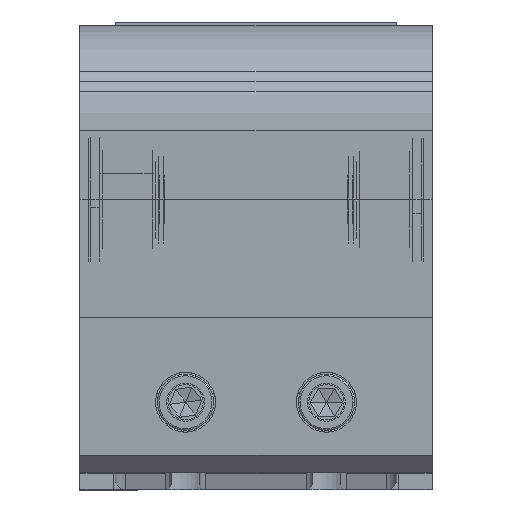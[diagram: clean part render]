
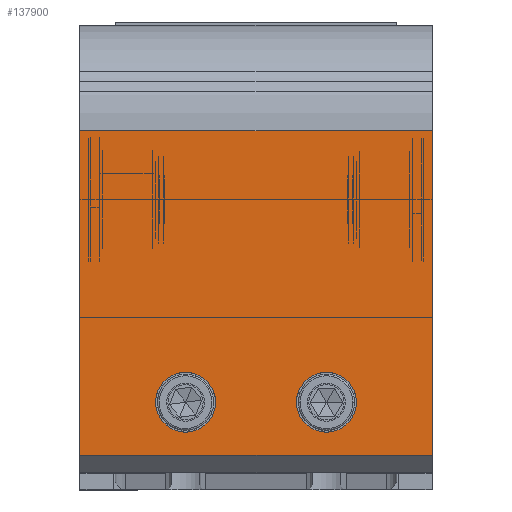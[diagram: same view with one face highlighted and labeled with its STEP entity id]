
A CAD part, top view. The second image highlights one B-rep face of the part: STEP entity #137900.
In plain terms, the highlighted planar face has unit normal (0, 0, 1).
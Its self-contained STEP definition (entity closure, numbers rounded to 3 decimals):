
#1825 = EDGE_CURVE ( 'NONE', #57028, #184294, #82019, .T. ) ;
#2480 = EDGE_CURVE ( 'NONE', #139853, #222073, #100772, .T. ) ;
#8307 = CARTESIAN_POINT ( 'NONE',  ( 180.158, 218.108, 657.202 ) ) ;
#10884 = ORIENTED_EDGE ( 'NONE', *, *, #2480, .F. ) ;
#11115 = ORIENTED_EDGE ( 'NONE', *, *, #104157, .F. ) ;
#11368 = DIRECTION ( 'NONE',  ( 0., 0., 1. ) ) ;
#19303 = DIRECTION ( 'NONE',  ( 0., 0., -1. ) ) ;
#20982 = CARTESIAN_POINT ( 'NONE',  ( 201.658, 203.108, 657.202 ) ) ;
#23560 = EDGE_LOOP ( 'NONE', ( #195464, #151865 ) ) ;
#24615 = DIRECTION ( 'NONE',  ( 0., 1., 0. ) ) ;
#43076 = DIRECTION ( 'NONE',  ( 1., 0., 0. ) ) ;
#43094 = AXIS2_PLACEMENT_3D ( 'NONE', #43549, #145532, #228239 ) ;
#43549 = CARTESIAN_POINT ( 'NONE',  ( 131.658, 218.108, 657.202 ) ) ;
#44777 = LINE ( 'NONE', #248516, #69652 ) ;
#47443 = EDGE_LOOP ( 'NONE', ( #171061, #11115 ) ) ;
#53034 = CARTESIAN_POINT ( 'NONE',  ( 101.658, 203.108, 657.202 ) ) ;
#55951 = DIRECTION ( 'NONE',  ( 0., -1., 0. ) ) ;
#57028 = VERTEX_POINT ( 'NONE', #154228 ) ;
#57135 = CARTESIAN_POINT ( 'NONE',  ( 131.658, 218.108, 657.202 ) ) ;
#63404 = DIRECTION ( 'NONE',  ( 0., 0., 1. ) ) ;
#65229 = FACE_BOUND ( 'NONE', #23560, .T. ) ;
#65329 = CARTESIAN_POINT ( 'NONE',  ( 201.658, 295.108, 657.202 ) ) ;
#69652 = VECTOR ( 'NONE', #127650, 1000. ) ;
#72593 = CARTESIAN_POINT ( 'NONE',  ( 171.658, 218.108, 657.202 ) ) ;
#74479 = VERTEX_POINT ( 'NONE', #117210 ) ;
#76089 = VECTOR ( 'NONE', #178758, 1000. ) ;
#82019 = CIRCLE ( 'NONE', #43094, 8.5 ) ;
#84264 = PLANE ( 'NONE',  #101868 ) ;
#85882 = AXIS2_PLACEMENT_3D ( 'NONE', #72593, #109425, #112063 ) ;
#86943 = FACE_OUTER_BOUND ( 'NONE', #213195, .T. ) ;
#87380 = ORIENTED_EDGE ( 'NONE', *, *, #180585, .T. ) ;
#91743 = CARTESIAN_POINT ( 'NONE',  ( 201.658, 203.108, 657.202 ) ) ;
#100772 = LINE ( 'NONE', #199988, #182576 ) ;
#101868 = AXIS2_PLACEMENT_3D ( 'NONE', #226929, #19303, #24615 ) ;
#103424 = CIRCLE ( 'NONE', #85882, 8.5 ) ;
#104157 = EDGE_CURVE ( 'NONE', #122598, #198696, #103424, .T. ) ;
#109425 = DIRECTION ( 'NONE',  ( 0., 0., 1. ) ) ;
#110987 = EDGE_CURVE ( 'NONE', #184294, #57028, #245695, .T. ) ;
#112063 = DIRECTION ( 'NONE',  ( 1., 0., 0. ) ) ;
#114336 = CARTESIAN_POINT ( 'NONE',  ( 171.658, 218.108, 657.202 ) ) ;
#117210 = CARTESIAN_POINT ( 'NONE',  ( 101.658, 203.108, 657.202 ) ) ;
#122598 = VERTEX_POINT ( 'NONE', #126541 ) ;
#126541 = CARTESIAN_POINT ( 'NONE',  ( 163.158, 218.108, 657.202 ) ) ;
#127650 = DIRECTION ( 'NONE',  ( -1., 0., 0. ) ) ;
#134761 = ORIENTED_EDGE ( 'NONE', *, *, #175043, .F. ) ;
#137556 = DIRECTION ( 'NONE',  ( 1., 0., 0. ) ) ;
#137900 = ADVANCED_FACE ( 'NONE', ( #65229, #148216, #86943 ), #84264, .F. ) ;
#139853 = VERTEX_POINT ( 'NONE', #65329 ) ;
#142320 = EDGE_CURVE ( 'NONE', #139853, #176489, #44777, .T. ) ;
#145532 = DIRECTION ( 'NONE',  ( 0., 0., 1. ) ) ;
#148216 = FACE_BOUND ( 'NONE', #47443, .T. ) ;
#149608 = CARTESIAN_POINT ( 'NONE',  ( 101.658, 295.108, 657.202 ) ) ;
#151865 = ORIENTED_EDGE ( 'NONE', *, *, #1825, .F. ) ;
#152340 = LINE ( 'NONE', #53034, #158768 ) ;
#154228 = CARTESIAN_POINT ( 'NONE',  ( 123.158, 218.108, 657.202 ) ) ;
#158768 = VECTOR ( 'NONE', #214725, 1000. ) ;
#171061 = ORIENTED_EDGE ( 'NONE', *, *, #267929, .F. ) ;
#175043 = EDGE_CURVE ( 'NONE', #222073, #74479, #177393, .T. ) ;
#176489 = VERTEX_POINT ( 'NONE', #149608 ) ;
#177393 = LINE ( 'NONE', #91743, #76089 ) ;
#178758 = DIRECTION ( 'NONE',  ( -1., 0., 0. ) ) ;
#179020 = ORIENTED_EDGE ( 'NONE', *, *, #142320, .T. ) ;
#180585 = EDGE_CURVE ( 'NONE', #176489, #74479, #152340, .T. ) ;
#182576 = VECTOR ( 'NONE', #55951, 1000. ) ;
#184294 = VERTEX_POINT ( 'NONE', #262823 ) ;
#191520 = AXIS2_PLACEMENT_3D ( 'NONE', #114336, #11368, #137556 ) ;
#195464 = ORIENTED_EDGE ( 'NONE', *, *, #110987, .F. ) ;
#198090 = AXIS2_PLACEMENT_3D ( 'NONE', #57135, #63404, #43076 ) ;
#198696 = VERTEX_POINT ( 'NONE', #8307 ) ;
#199988 = CARTESIAN_POINT ( 'NONE',  ( 201.658, 203.108, 657.202 ) ) ;
#213195 = EDGE_LOOP ( 'NONE', ( #87380, #134761, #10884, #179020 ) ) ;
#214725 = DIRECTION ( 'NONE',  ( 0., -1., 0. ) ) ;
#222073 = VERTEX_POINT ( 'NONE', #20982 ) ;
#226929 = CARTESIAN_POINT ( 'NONE',  ( 201.658, 203.108, 657.202 ) ) ;
#228239 = DIRECTION ( 'NONE',  ( 1., 0., 0. ) ) ;
#245695 = CIRCLE ( 'NONE', #198090, 8.5 ) ;
#247636 = CIRCLE ( 'NONE', #191520, 8.5 ) ;
#248516 = CARTESIAN_POINT ( 'NONE',  ( 201.658, 295.108, 657.202 ) ) ;
#262823 = CARTESIAN_POINT ( 'NONE',  ( 140.158, 218.108, 657.202 ) ) ;
#267929 = EDGE_CURVE ( 'NONE', #198696, #122598, #247636, .T. ) ;
